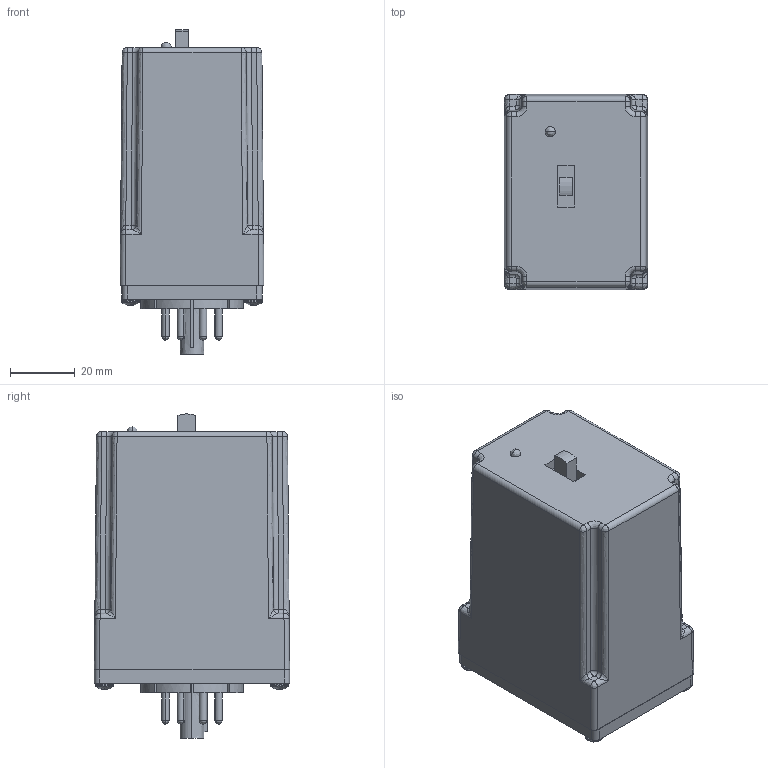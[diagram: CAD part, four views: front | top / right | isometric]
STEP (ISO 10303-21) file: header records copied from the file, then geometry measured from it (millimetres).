
FILE_DESCRIPTION (( 'STEP AP214' ), '1' );
FILE_NAME ('ARX-2C-120A-TL.STEP', '2020-02-03T20:17:35', ( '' ), ( '' ), 'SwSTEP 2.0', 'SolidWorks 2019', '' );
FILE_SCHEMA (( 'AUTOMOTIVE_DESIGN' ));
Length unit declared in the file: millimetre
Products named in the file (1): ARX-2C-120A-TL
Bounding box: 44.45 x 60.33 x 100.19 mm (x, y, z)
Volume: 200510.3 mm3; surface area: 28692 mm2
Topology: 15 solids, 15 shells, 527 faces, 1357 edges, 849 vertices
Faces by surface type: bspline 382, plane 145
Entity records: 23223 total; most frequent: CARTESIAN_POINT 13588, ORIENTED_EDGE 2638, EDGE_CURVE 1319, DIRECTION 849, VERTEX_POINT 849, B_SPLINE_CURVE_WITH_KNOTS 733, EDGE_LOOP 554, ADVANCED_FACE 527
